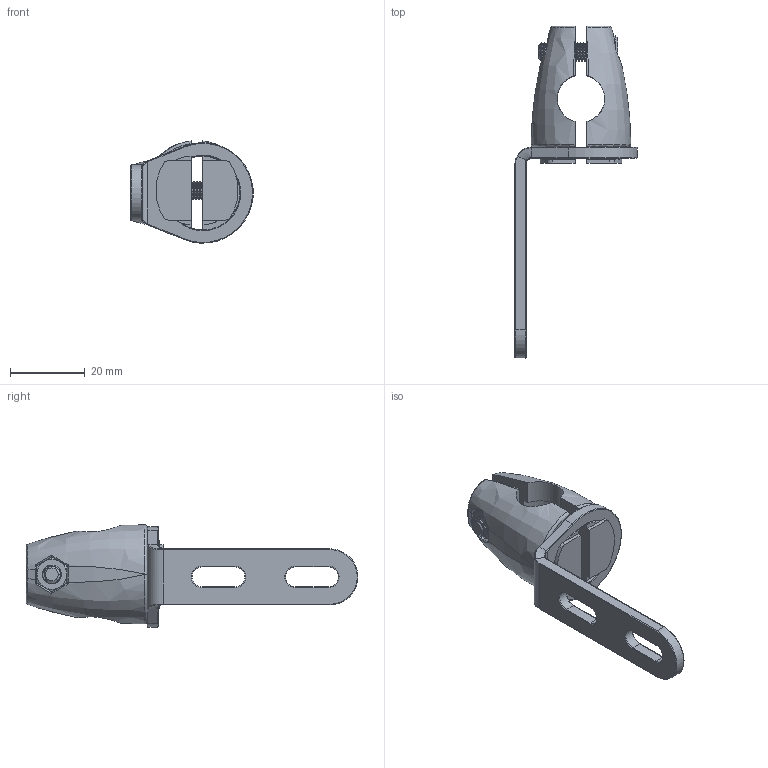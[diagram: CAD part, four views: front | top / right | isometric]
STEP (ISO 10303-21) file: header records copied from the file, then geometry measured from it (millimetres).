
FILE_DESCRIPTION((''),'2;1');
FILE_NAME('1043162_BRACKET_ASM','2011-02-23T',('dburns'),(''),'PRO/ENGINEER BY PARAMETRIC TECHNOLOGY CORPORATION, 2007390','PRO/ENGINEER BY PARAMETRIC TECHNOLOGY CORPORATION, 2007390','');
FILE_SCHEMA(('CONFIG_CONTROL_DESIGN'));
Length unit declared in the file: inch
Products named in the file (1): 1043162_BRACKET_ASM
Bounding box: 32.65 x 88.78 x 27.37 mm (x, y, z)
Volume: 13494.9 mm3; surface area: 8434.1 mm2
Topology: 1 solids, 1 shells, 338 faces, 925 edges, 583 vertices
Faces by surface type: cylinder 160, plane 71, cone 53, bspline 28, torus 26
Entity records: 17952 total; most frequent: CARTESIAN_POINT 10126, ORIENTED_EDGE 1850, DIRECTION 1329, EDGE_CURVE 925, VERTEX_POINT 583, AXIS2_PLACEMENT_3D 527, B_SPLINE_CURVE_WITH_KNOTS 433, EDGE_LOOP 354
